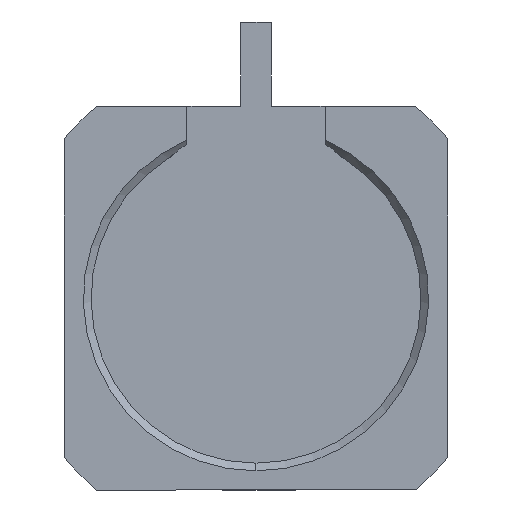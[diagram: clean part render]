
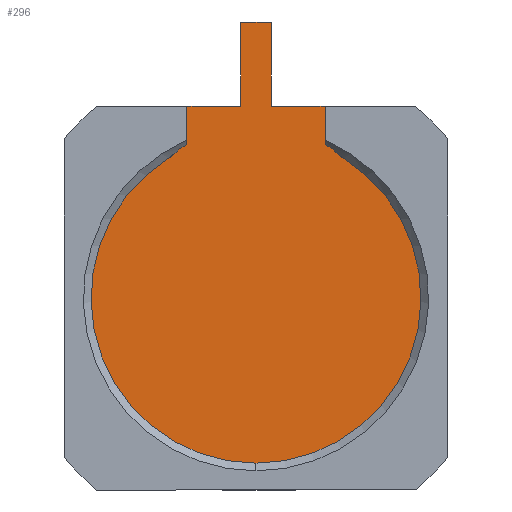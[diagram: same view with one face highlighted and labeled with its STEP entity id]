
A CAD part, front view. The second image highlights one B-rep face of the part: STEP entity #296.
In plain terms, the highlighted planar face has unit normal (0, -1, 0).
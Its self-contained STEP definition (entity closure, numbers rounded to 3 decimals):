
#14 = CARTESIAN_POINT ( 'NONE',  ( 0., -4.04, 0. ) ) ;
#34 = LINE ( 'NONE', #258, #1787 ) ;
#112 = VERTEX_POINT ( 'NONE', #1734 ) ;
#134 = DIRECTION ( 'NONE',  ( 0., 1., 0. ) ) ;
#142 = DIRECTION ( 'NONE',  ( 0., -1., 0. ) ) ;
#164 = CIRCLE ( 'NONE', #1769, 2.19 ) ;
#175 = ORIENTED_EDGE ( 'NONE', *, *, #954, .F. ) ;
#177 = VERTEX_POINT ( 'NONE', #939 ) ;
#195 = CARTESIAN_POINT ( 'NONE',  ( 0., -4.04, 0. ) ) ;
#201 = DIRECTION ( 'NONE',  ( 0., 1., 0. ) ) ;
#203 = VERTEX_POINT ( 'NONE', #1765 ) ;
#226 = EDGE_CURVE ( 'NONE', #112, #1578, #293, .T. ) ;
#228 = CARTESIAN_POINT ( 'NONE',  ( 1.4, -4.04, 2.25 ) ) ;
#258 = CARTESIAN_POINT ( 'NONE',  ( -0.2, -4.04, 2. ) ) ;
#293 = CIRCLE ( 'NONE', #525, 2.19 ) ;
#296 = ADVANCED_FACE ( 'NONE', ( #948 ), #450, .T. ) ;
#311 = CIRCLE ( 'NONE', #910, 3.6 ) ;
#340 = CARTESIAN_POINT ( 'NONE',  ( 0.9, -4.04, 2.5 ) ) ;
#341 = DIRECTION ( 'NONE',  ( 0., 0., -1. ) ) ;
#346 = CARTESIAN_POINT ( 'NONE',  ( 0., -4.04, 0. ) ) ;
#356 = CARTESIAN_POINT ( 'NONE',  ( 0., -4.04, 0. ) ) ;
#360 = DIRECTION ( 'NONE',  ( 0., 1., 0. ) ) ;
#368 = DIRECTION ( 'NONE',  ( 0., 0., 1. ) ) ;
#381 = DIRECTION ( 'NONE',  ( 1., 0., 0. ) ) ;
#386 = CARTESIAN_POINT ( 'NONE',  ( 0.9, -4.04, 2.5 ) ) ;
#397 = VERTEX_POINT ( 'NONE', #756 ) ;
#399 = EDGE_CURVE ( 'NONE', #112, #1870, #1771, .T. ) ;
#414 = DIRECTION ( 'NONE',  ( 0., 0., 1. ) ) ;
#428 = CARTESIAN_POINT ( 'NONE',  ( -1.4, -4.04, 2.25 ) ) ;
#443 = ORIENTED_EDGE ( 'NONE', *, *, #988, .T. ) ;
#450 = PLANE ( 'NONE',  #476 ) ;
#475 = CARTESIAN_POINT ( 'NONE',  ( 0.9, -4.04, 1.997 ) ) ;
#476 = AXIS2_PLACEMENT_3D ( 'NONE', #1179, #142, #1038 ) ;
#504 = DIRECTION ( 'NONE',  ( -1., 0., 0. ) ) ;
#510 = ORIENTED_EDGE ( 'NONE', *, *, #1657, .F. ) ;
#522 = VECTOR ( 'NONE', #341, 1000. ) ;
#525 = AXIS2_PLACEMENT_3D ( 'NONE', #14, #932, #1761 ) ;
#574 = EDGE_LOOP ( 'NONE', ( #1512, #1278, #1132, #881, #510, #1793, #639, #1698, #443, #175, #1027, #1849 ) ) ;
#626 = LINE ( 'NONE', #1110, #1716 ) ;
#633 = CARTESIAN_POINT ( 'NONE',  ( -0.9, -4.04, 1.997 ) ) ;
#639 = ORIENTED_EDGE ( 'NONE', *, *, #753, .T. ) ;
#741 = CIRCLE ( 'NONE', #1087, 0.5 ) ;
#753 = EDGE_CURVE ( 'NONE', #1413, #397, #1561, .T. ) ;
#756 = CARTESIAN_POINT ( 'NONE',  ( 0.2, -4.04, 3.594 ) ) ;
#862 = CARTESIAN_POINT ( 'NONE',  ( 1.002, -4.04, 1.947 ) ) ;
#881 = ORIENTED_EDGE ( 'NONE', *, *, #1633, .F. ) ;
#910 = AXIS2_PLACEMENT_3D ( 'NONE', #346, #1111, #504 ) ;
#930 = VERTEX_POINT ( 'NONE', #1779 ) ;
#932 = DIRECTION ( 'NONE',  ( 0., 1., 0. ) ) ;
#939 = CARTESIAN_POINT ( 'NONE',  ( 1.136, -4.04, 1.825 ) ) ;
#948 = FACE_OUTER_BOUND ( 'NONE', #574, .T. ) ;
#954 = EDGE_CURVE ( 'NONE', #203, #1065, #1172, .T. ) ;
#988 = EDGE_CURVE ( 'NONE', #930, #1065, #34, .T. ) ;
#1000 = DIRECTION ( 'NONE',  ( 1., 0., 0. ) ) ;
#1014 = CARTESIAN_POINT ( 'NONE',  ( 0.2, -4.04, 2. ) ) ;
#1016 = VECTOR ( 'NONE', #1081, 1000. ) ;
#1022 = AXIS2_PLACEMENT_3D ( 'NONE', #195, #201, #1510 ) ;
#1027 = ORIENTED_EDGE ( 'NONE', *, *, #1830, .F. ) ;
#1038 = DIRECTION ( 'NONE',  ( 0., 0., -1. ) ) ;
#1065 = VERTEX_POINT ( 'NONE', #1727 ) ;
#1069 = CARTESIAN_POINT ( 'NONE',  ( -0.9, -4.04, -2.501 ) ) ;
#1081 = DIRECTION ( 'NONE',  ( 0., 0., 1. ) ) ;
#1087 = AXIS2_PLACEMENT_3D ( 'NONE', #228, #1541, #381 ) ;
#1110 = CARTESIAN_POINT ( 'NONE',  ( -0.9, -4.04, 2.5 ) ) ;
#1111 = DIRECTION ( 'NONE',  ( 0., -1., 0. ) ) ;
#1120 = VECTOR ( 'NONE', #414, 1000. ) ;
#1132 = ORIENTED_EDGE ( 'NONE', *, *, #1402, .T. ) ;
#1159 = CARTESIAN_POINT ( 'NONE',  ( -1.136, -4.04, 1.825 ) ) ;
#1168 = DIRECTION ( 'NONE',  ( 1., 0., 0. ) ) ;
#1172 = LINE ( 'NONE', #1519, #1287 ) ;
#1173 = VERTEX_POINT ( 'NONE', #340 ) ;
#1179 = CARTESIAN_POINT ( 'NONE',  ( -0.9, -4.04, -2.501 ) ) ;
#1278 = ORIENTED_EDGE ( 'NONE', *, *, #1626, .F. ) ;
#1287 = VECTOR ( 'NONE', #1856, 1000. ) ;
#1360 = CARTESIAN_POINT ( 'NONE',  ( 0.2, -4.04, 2.5 ) ) ;
#1367 = EDGE_CURVE ( 'NONE', #397, #930, #311, .T. ) ;
#1402 = EDGE_CURVE ( 'NONE', #177, #1530, #741, .T. ) ;
#1413 = VERTEX_POINT ( 'NONE', #1360 ) ;
#1418 = LINE ( 'NONE', #1069, #1016 ) ;
#1437 = VERTEX_POINT ( 'NONE', #475 ) ;
#1443 = CIRCLE ( 'NONE', #1022, 2.15 ) ;
#1473 = AXIS2_PLACEMENT_3D ( 'NONE', #428, #134, #1168 ) ;
#1510 = DIRECTION ( 'NONE',  ( 0., 0., -1. ) ) ;
#1512 = ORIENTED_EDGE ( 'NONE', *, *, #399, .T. ) ;
#1519 = CARTESIAN_POINT ( 'NONE',  ( -0.9, -4.04, 2.5 ) ) ;
#1530 = VERTEX_POINT ( 'NONE', #862 ) ;
#1541 = DIRECTION ( 'NONE',  ( 0., 1., 0. ) ) ;
#1561 = LINE ( 'NONE', #1014, #1120 ) ;
#1578 = VERTEX_POINT ( 'NONE', #633 ) ;
#1626 = EDGE_CURVE ( 'NONE', #177, #1870, #1443, .T. ) ;
#1633 = EDGE_CURVE ( 'NONE', #1437, #1530, #164, .T. ) ;
#1657 = EDGE_CURVE ( 'NONE', #1173, #1437, #1667, .T. ) ;
#1667 = LINE ( 'NONE', #386, #522 ) ;
#1698 = ORIENTED_EDGE ( 'NONE', *, *, #1367, .T. ) ;
#1716 = VECTOR ( 'NONE', #1000, 1000. ) ;
#1727 = CARTESIAN_POINT ( 'NONE',  ( -0.2, -4.04, 2.5 ) ) ;
#1734 = CARTESIAN_POINT ( 'NONE',  ( -1.002, -4.04, 1.947 ) ) ;
#1761 = DIRECTION ( 'NONE',  ( 0., 0., 1. ) ) ;
#1765 = CARTESIAN_POINT ( 'NONE',  ( -0.9, -4.04, 2.5 ) ) ;
#1769 = AXIS2_PLACEMENT_3D ( 'NONE', #356, #360, #368 ) ;
#1771 = CIRCLE ( 'NONE', #1473, 0.5 ) ;
#1776 = DIRECTION ( 'NONE',  ( 0., 0., -1. ) ) ;
#1779 = CARTESIAN_POINT ( 'NONE',  ( -0.2, -4.04, 3.594 ) ) ;
#1787 = VECTOR ( 'NONE', #1776, 1000. ) ;
#1793 = ORIENTED_EDGE ( 'NONE', *, *, #1838, .F. ) ;
#1830 = EDGE_CURVE ( 'NONE', #1578, #203, #1418, .T. ) ;
#1838 = EDGE_CURVE ( 'NONE', #1413, #1173, #626, .T. ) ;
#1849 = ORIENTED_EDGE ( 'NONE', *, *, #226, .F. ) ;
#1856 = DIRECTION ( 'NONE',  ( 1., 0., 0. ) ) ;
#1870 = VERTEX_POINT ( 'NONE', #1159 ) ;
